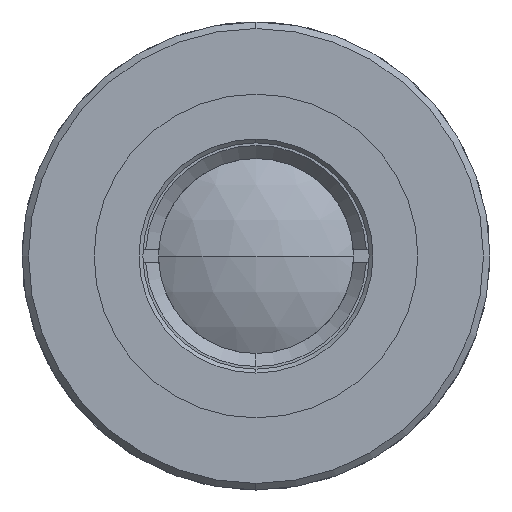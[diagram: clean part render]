
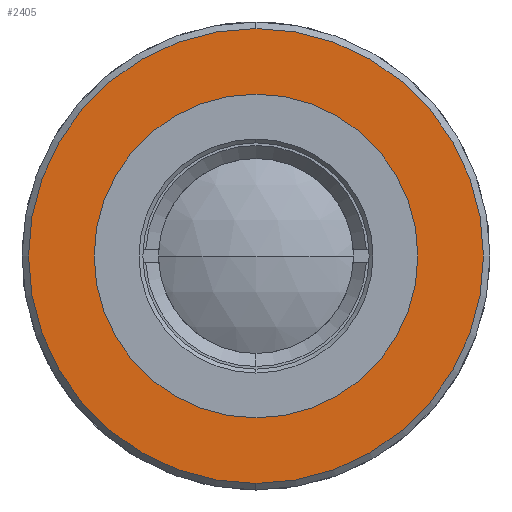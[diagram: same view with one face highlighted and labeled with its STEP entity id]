
A CAD part, left-side view. The second image highlights one B-rep face of the part: STEP entity #2405.
In plain terms, the highlighted planar face has unit normal (-1, 0, 0).
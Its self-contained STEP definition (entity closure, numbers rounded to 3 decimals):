
#1 = CIRCLE ( 'NONE', #2567, 12.45 ) ;
#28 = DIRECTION ( 'NONE',  ( -1., 0., 0. ) ) ;
#83 = AXIS2_PLACEMENT_3D ( 'NONE', #1042, #1766, #3309 ) ;
#87 = ORIENTED_EDGE ( 'NONE', *, *, #2454, .F. ) ;
#336 = DIRECTION ( 'NONE',  ( 0., 0., 1. ) ) ;
#384 = CARTESIAN_POINT ( 'NONE',  ( -4.996, 0., -17.5 ) ) ;
#693 = ORIENTED_EDGE ( 'NONE', *, *, #2662, .T. ) ;
#703 = AXIS2_PLACEMENT_3D ( 'NONE', #3275, #974, #3062 ) ;
#772 = CIRCLE ( 'NONE', #2536, 17.5 ) ;
#799 = CARTESIAN_POINT ( 'NONE',  ( -4.996, 0., 17.5 ) ) ;
#974 = DIRECTION ( 'NONE',  ( 1., 0., 0. ) ) ;
#1010 = CARTESIAN_POINT ( 'NONE',  ( -4.996, 0., 0. ) ) ;
#1042 = CARTESIAN_POINT ( 'NONE',  ( -4.996, 0., 0. ) ) ;
#1058 = VERTEX_POINT ( 'NONE', #384 ) ;
#1081 = ORIENTED_EDGE ( 'NONE', *, *, #1779, .T. ) ;
#1199 = EDGE_LOOP ( 'NONE', ( #693, #1081 ) ) ;
#1220 = DIRECTION ( 'NONE',  ( -1., 0., 0. ) ) ;
#1262 = AXIS2_PLACEMENT_3D ( 'NONE', #3219, #1220, #3267 ) ;
#1264 = DIRECTION ( 'NONE',  ( -1., 0., 0. ) ) ;
#1395 = VERTEX_POINT ( 'NONE', #3133 ) ;
#1411 = CARTESIAN_POINT ( 'NONE',  ( -4.996, 0., 12.45 ) ) ;
#1570 = CARTESIAN_POINT ( 'NONE',  ( -4.996, 0., 0. ) ) ;
#1744 = EDGE_CURVE ( 'NONE', #1395, #2237, #2221, .T. ) ;
#1766 = DIRECTION ( 'NONE',  ( -1., 0., 0. ) ) ;
#1779 = EDGE_CURVE ( 'NONE', #2459, #1058, #772, .T. ) ;
#2221 = CIRCLE ( 'NONE', #83, 12.45 ) ;
#2237 = VERTEX_POINT ( 'NONE', #1411 ) ;
#2246 = FACE_BOUND ( 'NONE', #3206, .T. ) ;
#2278 = PLANE ( 'NONE',  #703 ) ;
#2284 = DIRECTION ( 'NONE',  ( 0., 0., -1. ) ) ;
#2336 = ORIENTED_EDGE ( 'NONE', *, *, #1744, .F. ) ;
#2405 = ADVANCED_FACE ( 'NONE', ( #3038, #2246 ), #2278, .F. ) ;
#2454 = EDGE_CURVE ( 'NONE', #2237, #1395, #1, .T. ) ;
#2459 = VERTEX_POINT ( 'NONE', #799 ) ;
#2536 = AXIS2_PLACEMENT_3D ( 'NONE', #1010, #1264, #2284 ) ;
#2567 = AXIS2_PLACEMENT_3D ( 'NONE', #1570, #28, #336 ) ;
#2662 = EDGE_CURVE ( 'NONE', #1058, #2459, #2719, .T. ) ;
#2719 = CIRCLE ( 'NONE', #1262, 17.5 ) ;
#3038 = FACE_OUTER_BOUND ( 'NONE', #1199, .T. ) ;
#3062 = DIRECTION ( 'NONE',  ( 0., 0., -1. ) ) ;
#3133 = CARTESIAN_POINT ( 'NONE',  ( -4.996, 0., -12.45 ) ) ;
#3206 = EDGE_LOOP ( 'NONE', ( #87, #2336 ) ) ;
#3219 = CARTESIAN_POINT ( 'NONE',  ( -4.996, 0., 0. ) ) ;
#3267 = DIRECTION ( 'NONE',  ( 0., 0., -1. ) ) ;
#3275 = CARTESIAN_POINT ( 'NONE',  ( -4.996, 18., 0. ) ) ;
#3309 = DIRECTION ( 'NONE',  ( 0., 0., 1. ) ) ;
